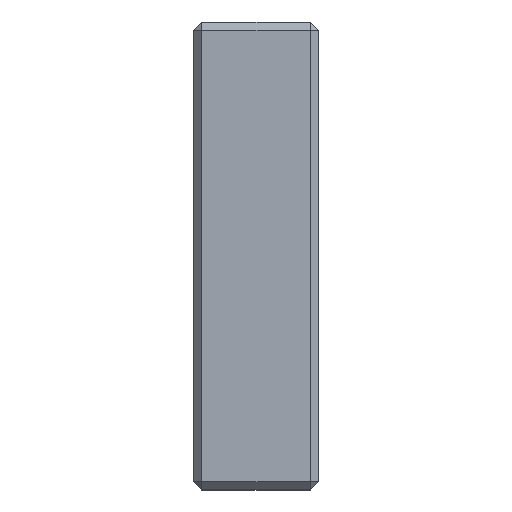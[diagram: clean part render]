
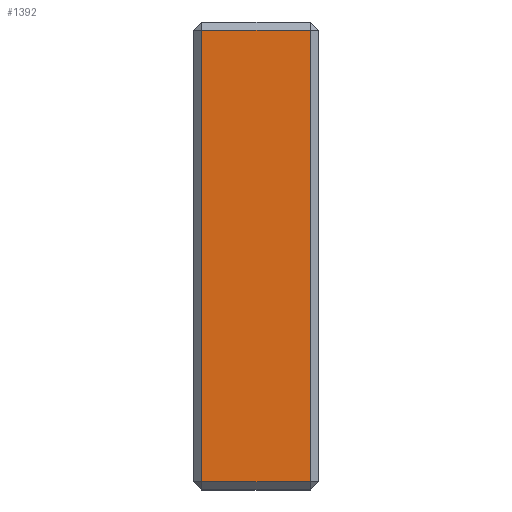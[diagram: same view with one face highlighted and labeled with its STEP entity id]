
A CAD part, left-side view. The second image highlights one B-rep face of the part: STEP entity #1392.
In plain terms, the highlighted planar face has unit normal (-1, 0, 0).
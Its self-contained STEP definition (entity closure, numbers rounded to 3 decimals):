
#23 = LINE ( 'NONE', #1987, #2714 ) ;
#52 = EDGE_LOOP ( 'NONE', ( #708, #2144, #516, #1558 ) ) ;
#314 = DIRECTION ( 'NONE',  ( 1., 0., 0. ) ) ;
#320 = VERTEX_POINT ( 'NONE', #1400 ) ;
#342 = LINE ( 'NONE', #2281, #2022 ) ;
#469 = VECTOR ( 'NONE', #2645, 1000. ) ;
#509 = DIRECTION ( 'NONE',  ( 0., 0., -1. ) ) ;
#516 = ORIENTED_EDGE ( 'NONE', *, *, #620, .T. ) ;
#611 = VERTEX_POINT ( 'NONE', #755 ) ;
#620 = EDGE_CURVE ( 'NONE', #320, #2057, #675, .T. ) ;
#675 = LINE ( 'NONE', #2467, #469 ) ;
#690 = AXIS2_PLACEMENT_3D ( 'NONE', #2000, #314, #509 ) ;
#708 = ORIENTED_EDGE ( 'NONE', *, *, #831, .T. ) ;
#755 = CARTESIAN_POINT ( 'NONE',  ( -235., -13., 54. ) ) ;
#787 = VERTEX_POINT ( 'NONE', #1117 ) ;
#831 = EDGE_CURVE ( 'NONE', #611, #787, #23, .T. ) ;
#1086 = FACE_OUTER_BOUND ( 'NONE', #52, .T. ) ;
#1117 = CARTESIAN_POINT ( 'NONE',  ( -235., 13., 54. ) ) ;
#1313 = LINE ( 'NONE', #1645, #2788 ) ;
#1392 = ADVANCED_FACE ( 'NONE', ( #1086 ), #1955, .F. ) ;
#1400 = CARTESIAN_POINT ( 'NONE',  ( -235., 13., -54. ) ) ;
#1558 = ORIENTED_EDGE ( 'NONE', *, *, #2190, .T. ) ;
#1645 = CARTESIAN_POINT ( 'NONE',  ( -235., 13., -56. ) ) ;
#1737 = DIRECTION ( 'NONE',  ( 0., 0., -1. ) ) ;
#1955 = PLANE ( 'NONE',  #690 ) ;
#1987 = CARTESIAN_POINT ( 'NONE',  ( -235., 15., 54. ) ) ;
#2000 = CARTESIAN_POINT ( 'NONE',  ( -235., 15., 56. ) ) ;
#2022 = VECTOR ( 'NONE', #2160, 1000. ) ;
#2057 = VERTEX_POINT ( 'NONE', #2586 ) ;
#2144 = ORIENTED_EDGE ( 'NONE', *, *, #2697, .T. ) ;
#2160 = DIRECTION ( 'NONE',  ( 0., 0., 1. ) ) ;
#2190 = EDGE_CURVE ( 'NONE', #2057, #611, #342, .T. ) ;
#2281 = CARTESIAN_POINT ( 'NONE',  ( -235., -13., 56. ) ) ;
#2389 = DIRECTION ( 'NONE',  ( 0., 1., 0. ) ) ;
#2467 = CARTESIAN_POINT ( 'NONE',  ( -235., 15., -54. ) ) ;
#2586 = CARTESIAN_POINT ( 'NONE',  ( -235., -13., -54. ) ) ;
#2645 = DIRECTION ( 'NONE',  ( 0., -1., 0. ) ) ;
#2697 = EDGE_CURVE ( 'NONE', #787, #320, #1313, .T. ) ;
#2714 = VECTOR ( 'NONE', #2389, 1000. ) ;
#2788 = VECTOR ( 'NONE', #1737, 1000. ) ;
